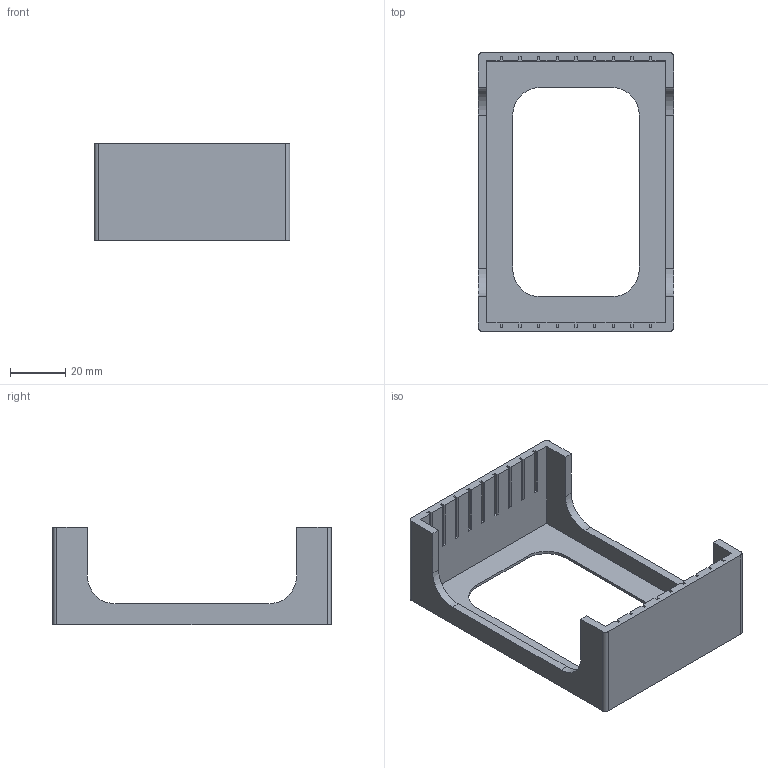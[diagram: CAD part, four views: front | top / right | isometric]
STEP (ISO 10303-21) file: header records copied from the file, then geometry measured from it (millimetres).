
FILE_DESCRIPTION(('FreeCAD Model'),'2;1');
FILE_NAME('card_holder_quarter.step','2023-04-16T22:35:40',(''),(''), 'Open CASCADE STEP processor 7.6','FreeCAD','Unknown');
FILE_SCHEMA(('AUTOMOTIVE_DESIGN { 1 0 10303 214 1 1 1 1 }'));
Length unit declared in the file: millimetre
Products named in the file (1): card_holder
Bounding box: 70.62 x 100.5 x 35 mm (x, y, z)
Volume: 24728.5 mm3; surface area: 23350.8 mm2
Topology: 1 solids, 1 shells, 142 faces, 420 edges, 280 vertices
Faces by surface type: plane 130, cylinder 12
Entity records: 10196 total; most frequent: CARTESIAN_POINT 1767, DIRECTION 1556, LINE 1212, VECTOR 1212, ORIENTED_EDGE 840, PCURVE 840, DEFINITIONAL_REPRESENTATION 840, EDGE_CURVE 420
